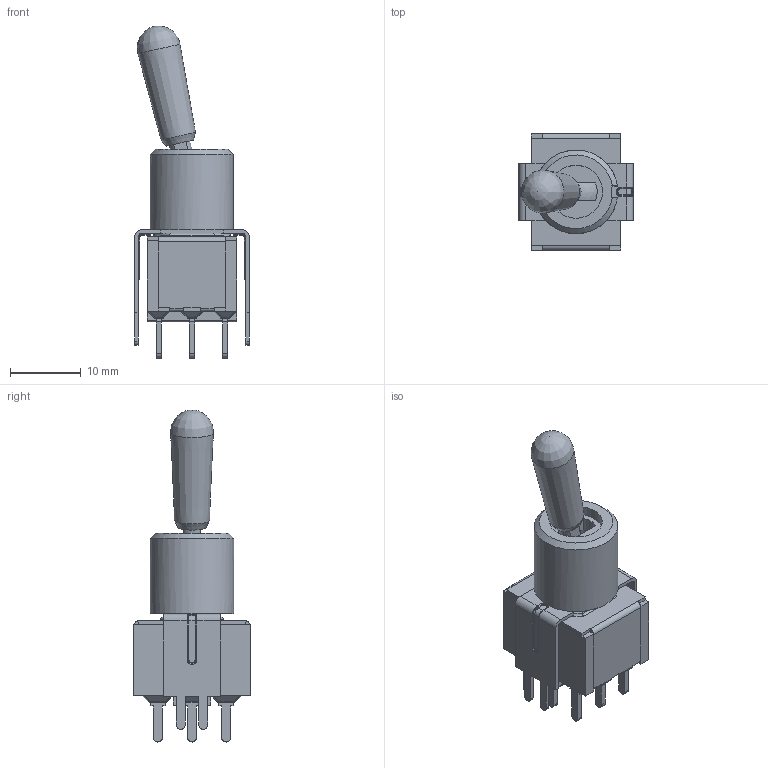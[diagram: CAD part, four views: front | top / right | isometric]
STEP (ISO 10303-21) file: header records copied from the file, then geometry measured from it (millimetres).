
FILE_DESCRIPTION(/* description */ (''),/* implementation_level */ '2;1');
FILE_NAME(/* name */ '1003PxT8B13VS2xE.stp',/* time_stamp */ '2026-01-17T16:40:35-06:00',/* author */ ('jmeyers'),/* organization */ (''),/* preprocessor_version */ 'ST-DEVELOPER v18.1',/* originating_system */ 'Autodesk Inventor 2022',/* authorisation */ '');
FILE_SCHEMA (('AUTOMOTIVE_DESIGN { 1 0 10303 214 3 1 1 }'));
Length unit declared in the file: inch
Products named in the file (1): Part26
Bounding box: 16.26 x 16.51 x 47 mm (x, y, z)
Volume: 3964.7 mm3; surface area: 3298.7 mm2
Topology: 1 solids, 3 shells, 557 faces, 1433 edges, 844 vertices
Faces by surface type: plane 312, cylinder 165, sphere 38, torus 36, cone 5, bspline 1
Full cylindrical faces by diameter (mm): 7.5 x3
Entity records: 16548 total; most frequent: CARTESIAN_POINT 2941, DIRECTION 2937, ORIENTED_EDGE 2790, EDGE_CURVE 1395, AXIS2_PLACEMENT_3D 999, LINE 939, VECTOR 939, VERTEX_POINT 844
